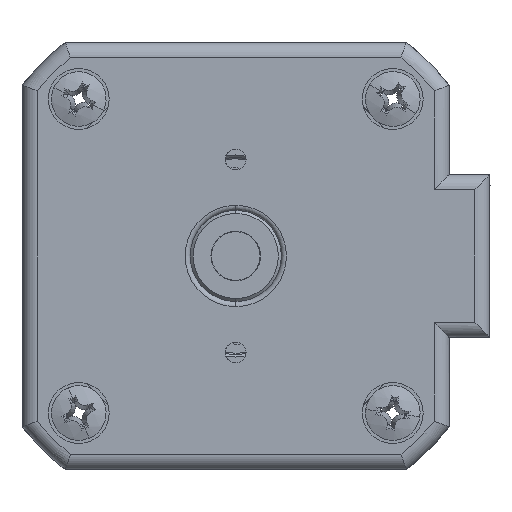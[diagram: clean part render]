
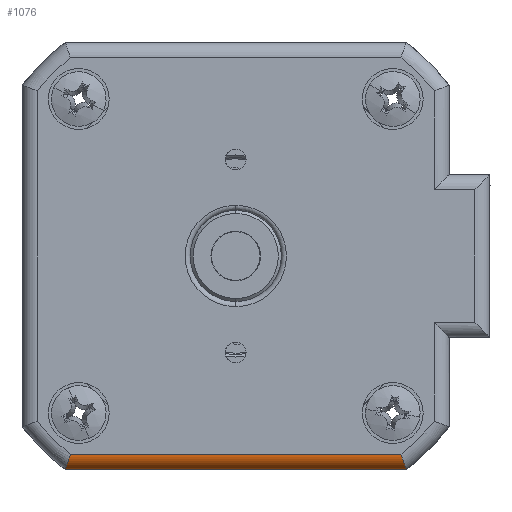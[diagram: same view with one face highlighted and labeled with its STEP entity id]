
A CAD part, front view. The second image highlights one B-rep face of the part: STEP entity #1076.
In plain terms, the highlighted cylindrical face has radius 1.5 mm (diameter 3 mm), a partial arc.
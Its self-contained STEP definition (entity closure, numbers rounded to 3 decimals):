
#69 = VERTEX_POINT ( 'NONE', #2189 ) ;
#224 = CARTESIAN_POINT ( 'NONE',  ( 11.672, -21.457, -3.151 ) ) ;
#255 = CARTESIAN_POINT ( 'NONE',  ( 11.928, -21.17, -3.867 ) ) ;
#780 = CARTESIAN_POINT ( 'NONE',  ( -21.286, -21.277, -3.7 ) ) ;
#870 = ORIENTED_EDGE ( 'NONE', *, *, #8259, .F. ) ;
#1076 = ADVANCED_FACE ( 'NONE', ( #10000 ), #2499, .T. ) ;
#1147 = DIRECTION ( 'NONE',  ( 1., 0., 0. ) ) ;
#2054 = CARTESIAN_POINT ( 'NONE',  ( 12.137, -19.957, -4.462 ) ) ;
#2132 = VECTOR ( 'NONE', #8626, 1000. ) ;
#2181 = ORIENTED_EDGE ( 'NONE', *, *, #3419, .T. ) ;
#2189 = CARTESIAN_POINT ( 'NONE',  ( -21.555, -19.957, -4.462 ) ) ;
#2499 = CYLINDRICAL_SURFACE ( 'NONE', #4604, 1.5 ) ;
#2802 = CARTESIAN_POINT ( 'NONE',  ( 12.027, -20.898, -4.147 ) ) ;
#2833 = CARTESIAN_POINT ( 'NONE',  ( 12.067, -20.731, -4.263 ) ) ;
#2866 = CARTESIAN_POINT ( 'NONE',  ( 11.868, -21.277, -3.7 ) ) ;
#2886 = CARTESIAN_POINT ( 'NONE',  ( -4.709, -21.457, -2.962 ) ) ;
#3180 = DIRECTION ( 'NONE',  ( 0., 0., 1. ) ) ;
#3335 = B_SPLINE_CURVE_WITH_KNOTS ( 'NONE', 3,
 ( #4491, #7791, #6185, #7723, #5216, #2833, #2802, #255, #2866, #8659, #224, #6078 ),
 .UNSPECIFIED., .F., .F.,
 ( 4, 2, 2, 2, 2, 4 ),
 ( 0., 0., 0.001, 0.001, 0.002, 0.002 ),
 .UNSPECIFIED. ) ;
#3352 = CARTESIAN_POINT ( 'NONE',  ( -21.021, -21.457, -2.962 ) ) ;
#3384 = CARTESIAN_POINT ( 'NONE',  ( 11.604, -21.457, -2.962 ) ) ;
#3419 = EDGE_CURVE ( 'NONE', #3980, #10196, #3335, .T. ) ;
#3980 = VERTEX_POINT ( 'NONE', #2054 ) ;
#3997 = EDGE_CURVE ( 'NONE', #6170, #10196, #6378, .T. ) ;
#4016 = CARTESIAN_POINT ( 'NONE',  ( -21.555, -19.957, -2.962 ) ) ;
#4081 = CARTESIAN_POINT ( 'NONE',  ( -21.485, -20.731, -4.263 ) ) ;
#4115 = CARTESIAN_POINT ( 'NONE',  ( -21.551, -20.16, -4.452 ) ) ;
#4491 = CARTESIAN_POINT ( 'NONE',  ( 12.137, -19.957, -4.462 ) ) ;
#4604 = AXIS2_PLACEMENT_3D ( 'NONE', #4016, #8176, #3180 ) ;
#4704 = EDGE_CURVE ( 'NONE', #69, #6170, #6226, .T. ) ;
#4964 = CARTESIAN_POINT ( 'NONE',  ( -21.345, -21.17, -3.867 ) ) ;
#4974 = LINE ( 'NONE', #7540, #2132 ) ;
#5001 = CARTESIAN_POINT ( 'NONE',  ( -21.555, -20.059, -4.462 ) ) ;
#5038 = CARTESIAN_POINT ( 'NONE',  ( -21.526, -20.454, -4.381 ) ) ;
#5216 = CARTESIAN_POINT ( 'NONE',  ( 12.109, -20.454, -4.381 ) ) ;
#5644 = CARTESIAN_POINT ( 'NONE',  ( -21.021, -21.457, -2.962 ) ) ;
#5837 = ORIENTED_EDGE ( 'NONE', *, *, #4704, .F. ) ;
#5847 = CARTESIAN_POINT ( 'NONE',  ( -21.159, -21.42, -3.345 ) ) ;
#5882 = CARTESIAN_POINT ( 'NONE',  ( -21.537, -20.357, -4.411 ) ) ;
#6078 = CARTESIAN_POINT ( 'NONE',  ( 11.604, -21.457, -2.962 ) ) ;
#6170 = VERTEX_POINT ( 'NONE', #5644 ) ;
#6185 = CARTESIAN_POINT ( 'NONE',  ( 12.134, -20.16, -4.452 ) ) ;
#6226 = B_SPLINE_CURVE_WITH_KNOTS ( 'NONE', 3,
 ( #6724, #5001, #4115, #5882, #5038, #4081, #9913, #4964, #780, #5847, #9984, #3352 ),
 .UNSPECIFIED., .F., .F.,
 ( 4, 2, 2, 2, 2, 4 ),
 ( 0., 0., 0.001, 0.001, 0.002, 0.002 ),
 .UNSPECIFIED. ) ;
#6378 = LINE ( 'NONE', #2886, #7564 ) ;
#6724 = CARTESIAN_POINT ( 'NONE',  ( -21.555, -19.957, -4.462 ) ) ;
#7540 = CARTESIAN_POINT ( 'NONE',  ( -21.555, -19.957, -4.462 ) ) ;
#7564 = VECTOR ( 'NONE', #1147, 1000. ) ;
#7723 = CARTESIAN_POINT ( 'NONE',  ( 12.12, -20.357, -4.411 ) ) ;
#7791 = CARTESIAN_POINT ( 'NONE',  ( 12.137, -20.059, -4.462 ) ) ;
#8176 = DIRECTION ( 'NONE',  ( -1., 0., 0. ) ) ;
#8259 = EDGE_CURVE ( 'NONE', #3980, #69, #4974, .T. ) ;
#8626 = DIRECTION ( 'NONE',  ( -1., 0., 0. ) ) ;
#8659 = CARTESIAN_POINT ( 'NONE',  ( 11.741, -21.42, -3.345 ) ) ;
#8761 = ORIENTED_EDGE ( 'NONE', *, *, #3997, .F. ) ;
#9913 = CARTESIAN_POINT ( 'NONE',  ( -21.444, -20.898, -4.147 ) ) ;
#9984 = CARTESIAN_POINT ( 'NONE',  ( -21.089, -21.457, -3.151 ) ) ;
#10000 = FACE_OUTER_BOUND ( 'NONE', #10500, .T. ) ;
#10196 = VERTEX_POINT ( 'NONE', #3384 ) ;
#10500 = EDGE_LOOP ( 'NONE', ( #2181, #8761, #5837, #870 ) ) ;
